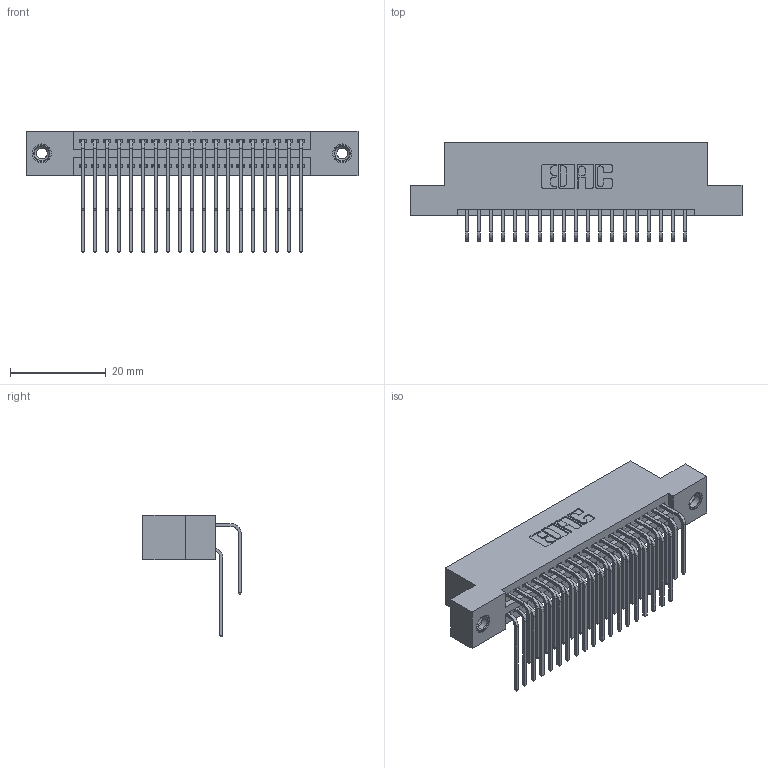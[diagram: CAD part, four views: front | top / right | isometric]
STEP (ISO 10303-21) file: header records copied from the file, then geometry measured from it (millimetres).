
FILE_DESCRIPTION (( 'STEP AP203' ), '1' );
FILE_NAME ('345-038-559-208.STEP', '2018-08-30T10:24:26', ( '' ), ( '' ), 'SwSTEP 2.0', 'SolidWorks 2016', '' );
FILE_SCHEMA (( 'CONFIG_CONTROL_DESIGN' ));
Length unit declared in the file: inch
Products named in the file (5): 345-250-001_345-250-003-102; 345-038-559-208; 345 Part_Flush Mounting Lugs - 0.156 Dia-TI; 345-292-001_558 559 Tail - 1; 345-292-001_559 Tail - 2
Assembly tree (41 placements, depth 2):
  345-038-559-208
    345 Part_Flush Mounting Lugs - 0.156 Dia-TI
    345-292-001_558 559 Tail - 1  x19
    345-292-001_559 Tail - 2  x19
    345-250-001_345-250-003-102  x2
Bounding box: 69.47 x 20.56 x 25.53 mm (x, y, z)
Volume: 6747.5 mm3; surface area: 10572.7 mm2
Topology: 41 solids, 41 shells, 2162 faces, 6367 edges, 4186 vertices
Faces by surface type: plane 1442, cylinder 704, cone 12, torus 4
Entity records: 20842 total; most frequent: CARTESIAN_POINT 3542, ORIENTED_EDGE 3418, DIRECTION 3151, EDGE_CURVE 1709, LINE 1441, VECTOR 1441, VERTEX_POINT 1132, AXIS2_PLACEMENT_3D 855
